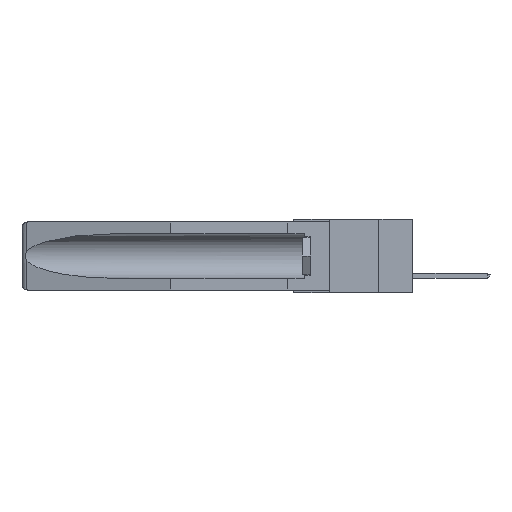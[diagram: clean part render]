
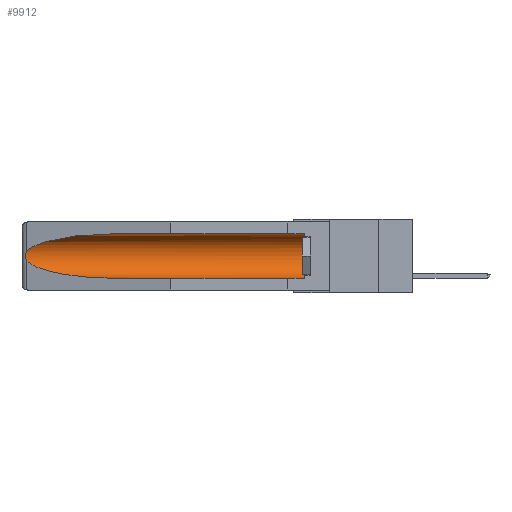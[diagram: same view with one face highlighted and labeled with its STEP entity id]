
A CAD part, left-side view. The second image highlights one B-rep face of the part: STEP entity #9912.
In plain terms, the highlighted cylindrical face has radius 2.857 mm (diameter 5.715 mm), a partial arc.
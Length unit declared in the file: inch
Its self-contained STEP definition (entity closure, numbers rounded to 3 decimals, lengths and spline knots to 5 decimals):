
#238 = CARTESIAN_POINT ( 'NONE',  ( 0.2675, 1.53308, -0.16763 ) ) ;
#683 = VERTEX_POINT ( 'NONE', #14583 ) ;
#2137 = AXIS2_PLACEMENT_3D ( 'NONE', #12136, #17994, #24070 ) ;
#2554 = CARTESIAN_POINT ( 'NONE',  ( 0.26654, 1.53092, -0.15636 ) ) ;
#2980 =( BOUNDED_CURVE ( )  B_SPLINE_CURVE ( 3, ( #2985, #7132, #7040, #21054 ),
 .UNSPECIFIED., .F., .F. ) 
 B_SPLINE_CURVE_WITH_KNOTS ( ( 4, 4 ),
 ( 0.1948, 1.5708 ),
 .UNSPECIFIED. ) 
 CURVE ( )  GEOMETRIC_REPRESENTATION_ITEM ( )  RATIONAL_B_SPLINE_CURVE ( ( 1., 0.848, 0.848, 1. ) ) 
 REPRESENTATION_ITEM ( '' )  );
#2985 = CARTESIAN_POINT ( 'NONE',  ( 0.26537, 1.52718, -0.19328 ) ) ;
#3369 = CARTESIAN_POINT ( 'NONE',  ( 0.25451, 1.48313, -0.09465 ) ) ;
#3977 = CARTESIAN_POINT ( 'NONE',  ( 0.155, 0.126, -0.1715 ) ) ;
#4266 = CARTESIAN_POINT ( 'NONE',  ( 0.26537, 1.52718, -0.19328 ) ) ;
#4352 = CARTESIAN_POINT ( 'NONE',  ( 0.26597, 1.5296, -0.19026 ) ) ;
#5448 = CIRCLE ( 'NONE', #22812, 0.1125 ) ;
#5557 = LINE ( 'NONE', #11238, #13361 ) ;
#5572 = DIRECTION ( 'NONE',  ( 0., 1., 0. ) ) ;
#6521 = CARTESIAN_POINT ( 'NONE',  ( 0.2673, 1.53269, -0.17917 ) ) ;
#7040 = CARTESIAN_POINT ( 'NONE',  ( 0.21114, 1.30732, -0.284 ) ) ;
#7132 = CARTESIAN_POINT ( 'NONE',  ( 0.25451, 1.48313, -0.24835 ) ) ;
#7692 = VECTOR ( 'NONE', #5572, 39.37008 ) ;
#8758 = VERTEX_POINT ( 'NONE', #14785 ) ;
#9359 = CARTESIAN_POINT ( 'NONE',  ( 0.26537, 1.52718, -0.14972 ) ) ;
#9827 = VERTEX_POINT ( 'NONE', #16783 ) ;
#9912 = ADVANCED_FACE ( 'NONE', ( #17064 ), #22021, .F. ) ;
#9975 = CARTESIAN_POINT ( 'NONE',  ( 0.26537, 1.52718, -0.14972 ) ) ;
#10165 = DIRECTION ( 'NONE',  ( 0., -1., 0. ) ) ;
#10359 = CARTESIAN_POINT ( 'NONE',  ( 0.2673, 1.5327, -0.16383 ) ) ;
#11114 = CARTESIAN_POINT ( 'NONE',  ( 0.155, 0.126, -0.284 ) ) ;
#11238 = CARTESIAN_POINT ( 'NONE',  ( 0.155, -0.30754, -0.059 ) ) ;
#11414 = EDGE_LOOP ( 'NONE', ( #21485, #13029, #12865, #15245, #23527, #15942 ) ) ;
#11422 = CARTESIAN_POINT ( 'NONE',  ( 0.155, -0.30754, -0.284 ) ) ;
#12136 = CARTESIAN_POINT ( 'NONE',  ( 0.155, -0.30754, -0.1715 ) ) ;
#12262 = CARTESIAN_POINT ( 'NONE',  ( 0.26537, 1.52718, -0.14972 ) ) ;
#12865 = ORIENTED_EDGE ( 'NONE', *, *, #16949, .T. ) ;
#13029 = ORIENTED_EDGE ( 'NONE', *, *, #25787, .T. ) ;
#13358 = CARTESIAN_POINT ( 'NONE',  ( 0.21114, 1.30732, -0.059 ) ) ;
#13361 = VECTOR ( 'NONE', #19728, 39.37008 ) ;
#14000 = VERTEX_POINT ( 'NONE', #9975 ) ;
#14583 = CARTESIAN_POINT ( 'NONE',  ( 0.26537, 1.52718, -0.19328 ) ) ;
#14785 = CARTESIAN_POINT ( 'NONE',  ( 0.155, 1.07973, -0.284 ) ) ;
#15245 = ORIENTED_EDGE ( 'NONE', *, *, #25143, .F. ) ;
#15942 = ORIENTED_EDGE ( 'NONE', *, *, #17749, .T. ) ;
#16783 = CARTESIAN_POINT ( 'NONE',  ( 0.155, 0.126, -0.059 ) ) ;
#16949 = EDGE_CURVE ( 'NONE', #683, #8758, #2980, .T. ) ;
#17064 = FACE_OUTER_BOUND ( 'NONE', #11414, .T. ) ;
#17550 = VERTEX_POINT ( 'NONE', #11114 ) ;
#17749 = EDGE_CURVE ( 'NONE', #9827, #21127, #5557, .T. ) ;
#17981 =( BOUNDED_CURVE ( )  B_SPLINE_CURVE ( 3, ( #23296, #13358, #3369, #9359 ),
 .UNSPECIFIED., .F., .F. ) 
 B_SPLINE_CURVE_WITH_KNOTS ( ( 4, 4 ),
 ( 4.71239, 6.08839 ),
 .UNSPECIFIED. ) 
 CURVE ( )  GEOMETRIC_REPRESENTATION_ITEM ( )  RATIONAL_B_SPLINE_CURVE ( ( 1., 0.848, 0.848, 1. ) ) 
 REPRESENTATION_ITEM ( '' )  );
#17994 = DIRECTION ( 'NONE',  ( 0., 1., 0. ) ) ;
#18115 = CARTESIAN_POINT ( 'NONE',  ( 0.2675, 1.53308, -0.17534 ) ) ;
#18308 = B_SPLINE_CURVE_WITH_KNOTS ( 'NONE', 3,
 ( #12262, #20460, #2554, #10359, #238, #18115, #6521, #24292, #4352, #4266 ),
 .UNSPECIFIED., .F., .F.,
 ( 4, 2, 2, 2, 4 ),
 ( 0., 0.00029, 0.00058, 0.00087, 0.00117 ),
 .UNSPECIFIED. ) ;
#19728 = DIRECTION ( 'NONE',  ( 0., 1., 0. ) ) ;
#19832 = DIRECTION ( 'NONE',  ( 0., 0., 1. ) ) ;
#20071 = EDGE_CURVE ( 'NONE', #17550, #9827, #5448, .T. ) ;
#20460 = CARTESIAN_POINT ( 'NONE',  ( 0.26597, 1.52961, -0.15275 ) ) ;
#20488 = EDGE_CURVE ( 'NONE', #21127, #14000, #17981, .T. ) ;
#21054 = CARTESIAN_POINT ( 'NONE',  ( 0.155, 1.07973, -0.284 ) ) ;
#21127 = VERTEX_POINT ( 'NONE', #25308 ) ;
#21485 = ORIENTED_EDGE ( 'NONE', *, *, #20488, .T. ) ;
#21693 = LINE ( 'NONE', #11422, #7692 ) ;
#22021 = CYLINDRICAL_SURFACE ( 'NONE', #2137, 0.1125 ) ;
#22812 = AXIS2_PLACEMENT_3D ( 'NONE', #3977, #10165, #19832 ) ;
#23296 = CARTESIAN_POINT ( 'NONE',  ( 0.155, 1.07973, -0.059 ) ) ;
#23527 = ORIENTED_EDGE ( 'NONE', *, *, #20071, .T. ) ;
#24070 = DIRECTION ( 'NONE',  ( 0., 0., 1. ) ) ;
#24292 = CARTESIAN_POINT ( 'NONE',  ( 0.26655, 1.53094, -0.18657 ) ) ;
#25143 = EDGE_CURVE ( 'NONE', #17550, #8758, #21693, .T. ) ;
#25308 = CARTESIAN_POINT ( 'NONE',  ( 0.155, 1.07973, -0.059 ) ) ;
#25787 = EDGE_CURVE ( 'NONE', #14000, #683, #18308, .T. ) ;
